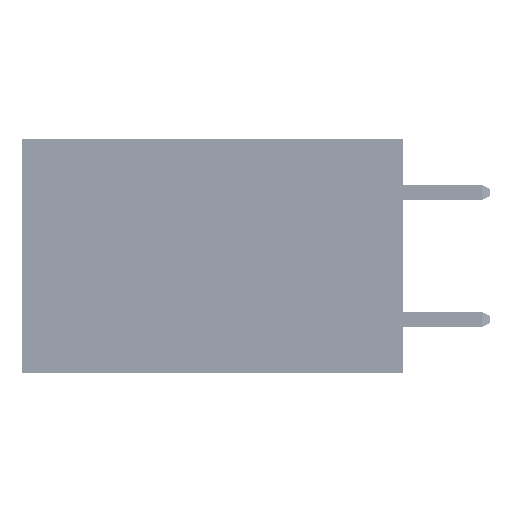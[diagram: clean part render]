
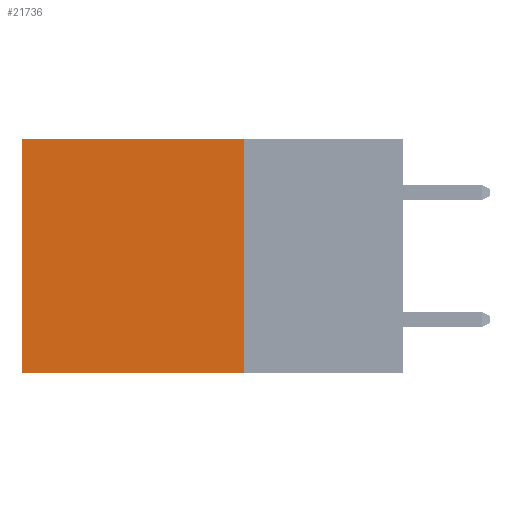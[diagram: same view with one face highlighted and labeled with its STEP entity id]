
A CAD part, left-side view. The second image highlights one B-rep face of the part: STEP entity #21736.
In plain terms, the highlighted planar face has unit normal (-1, 0, 0).
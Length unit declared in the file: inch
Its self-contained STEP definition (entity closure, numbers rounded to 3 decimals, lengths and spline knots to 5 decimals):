
#1594 = FACE_OUTER_BOUND ( 'NONE', #40159, .T. ) ;
#4145 = VECTOR ( 'NONE', #16875, 39.37008 ) ;
#6423 = DIRECTION ( 'NONE',  ( 1., 0., 0. ) ) ;
#8146 = ORIENTED_EDGE ( 'NONE', *, *, #43157, .T. ) ;
#10663 = PLANE ( 'NONE',  #25381 ) ;
#11789 = DIRECTION ( 'NONE',  ( 0., 0., -1. ) ) ;
#14931 = LINE ( 'NONE', #25018, #4145 ) ;
#15875 = CARTESIAN_POINT ( 'NONE',  ( 0.2875, 0.25, -0.37 ) ) ;
#15908 = LINE ( 'NONE', #44058, #38134 ) ;
#16875 = DIRECTION ( 'NONE',  ( 0., 0., -1. ) ) ;
#18024 = CARTESIAN_POINT ( 'NONE',  ( 0.2875, 0.25, 0. ) ) ;
#19607 = LINE ( 'NONE', #22297, #20256 ) ;
#20256 = VECTOR ( 'NONE', #30482, 39.37008 ) ;
#21600 = LINE ( 'NONE', #15875, #39410 ) ;
#21736 = ADVANCED_FACE ( 'NONE', ( #1594 ), #10663, .F. ) ;
#22297 = CARTESIAN_POINT ( 'NONE',  ( 0.2875, 0.25, 0. ) ) ;
#22693 = CARTESIAN_POINT ( 'NONE',  ( 0.2875, 0.25, 0. ) ) ;
#22709 = ORIENTED_EDGE ( 'NONE', *, *, #35374, .F. ) ;
#22914 = VERTEX_POINT ( 'NONE', #18024 ) ;
#24355 = DIRECTION ( 'NONE',  ( 0., 1., 0. ) ) ;
#25018 = CARTESIAN_POINT ( 'NONE',  ( 0.2875, 0.6, 0. ) ) ;
#25274 = CARTESIAN_POINT ( 'NONE',  ( 0.2875, 0.25, -0.37 ) ) ;
#25381 = AXIS2_PLACEMENT_3D ( 'NONE', #22693, #6423, #47148 ) ;
#26985 = ORIENTED_EDGE ( 'NONE', *, *, #32989, .T. ) ;
#26991 = VERTEX_POINT ( 'NONE', #40037 ) ;
#30482 = DIRECTION ( 'NONE',  ( 0., 1., 0. ) ) ;
#31690 = VERTEX_POINT ( 'NONE', #31909 ) ;
#31909 = CARTESIAN_POINT ( 'NONE',  ( 0.2875, 0.6, 0. ) ) ;
#32989 = EDGE_CURVE ( 'NONE', #31690, #26991, #14931, .T. ) ;
#35374 = EDGE_CURVE ( 'NONE', #43592, #26991, #21600, .T. ) ;
#37388 = EDGE_CURVE ( 'NONE', #22914, #43592, #15908, .T. ) ;
#38134 = VECTOR ( 'NONE', #11789, 39.37008 ) ;
#39410 = VECTOR ( 'NONE', #24355, 39.37008 ) ;
#40037 = CARTESIAN_POINT ( 'NONE',  ( 0.2875, 0.6, -0.37 ) ) ;
#40159 = EDGE_LOOP ( 'NONE', ( #26985, #22709, #46044, #8146 ) ) ;
#43157 = EDGE_CURVE ( 'NONE', #22914, #31690, #19607, .T. ) ;
#43592 = VERTEX_POINT ( 'NONE', #25274 ) ;
#44058 = CARTESIAN_POINT ( 'NONE',  ( 0.2875, 0.25, 0. ) ) ;
#46044 = ORIENTED_EDGE ( 'NONE', *, *, #37388, .F. ) ;
#47148 = DIRECTION ( 'NONE',  ( 0., 0., -1. ) ) ;
